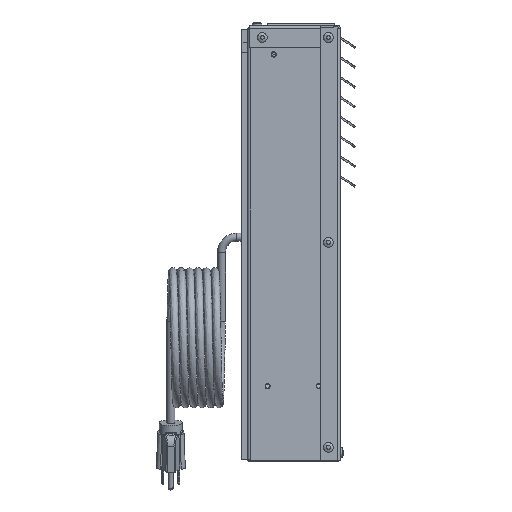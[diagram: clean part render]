
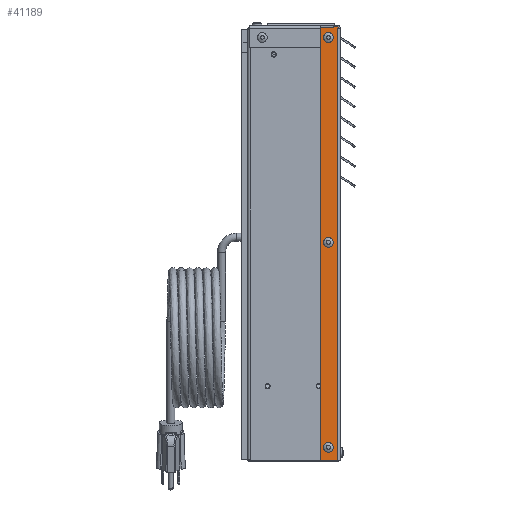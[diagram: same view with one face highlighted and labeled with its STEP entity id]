
A CAD part, left-side view. The second image highlights one B-rep face of the part: STEP entity #41189.
In plain terms, the highlighted planar face has unit normal (-1, 0, 0).
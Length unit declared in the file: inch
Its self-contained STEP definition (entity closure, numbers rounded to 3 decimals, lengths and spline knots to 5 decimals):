
#1849 = EDGE_CURVE ( 'NONE', #31510, #86455, #90231, .T. ) ;
#2115 = CARTESIAN_POINT ( 'NONE',  ( -5.5, -2.75, 0.05 ) ) ;
#3610 = DIRECTION ( 'NONE',  ( -1., 0., 0. ) ) ;
#4209 = EDGE_CURVE ( 'NONE', #83908, #83908, #143623, .T. ) ;
#4341 = CARTESIAN_POINT ( 'NONE',  ( -5.5, -3.25, 16.437 ) ) ;
#6646 = EDGE_CURVE ( 'NONE', #129977, #19146, #41592, .T. ) ;
#7968 = DIRECTION ( 'NONE',  ( 0., -1., 0. ) ) ;
#8552 = CARTESIAN_POINT ( 'NONE',  ( -5.5, -2.75, 0.05 ) ) ;
#9011 = ORIENTED_EDGE ( 'NONE', *, *, #102561, .T. ) ;
#11638 = DIRECTION ( 'NONE',  ( 0., 0., 1. ) ) ;
#12017 = VECTOR ( 'NONE', #58525, 39.37008 ) ;
#17673 = DIRECTION ( 'NONE',  ( 0., -1., 0. ) ) ;
#19146 = VERTEX_POINT ( 'NONE', #54414 ) ;
#21544 = DIRECTION ( 'NONE',  ( -1., 0., 0. ) ) ;
#22508 = DIRECTION ( 'NONE',  ( 0., -1., 0. ) ) ;
#25680 = LINE ( 'NONE', #133475, #60311 ) ;
#26921 = LINE ( 'NONE', #87803, #146947 ) ;
#26928 = DIRECTION ( 'NONE',  ( 0., 0., 1. ) ) ;
#27145 = LINE ( 'NONE', #141931, #112615 ) ;
#29765 = EDGE_CURVE ( 'NONE', #142048, #68682, #26921, .T. ) ;
#31510 = VERTEX_POINT ( 'NONE', #8552 ) ;
#31695 = CARTESIAN_POINT ( 'NONE',  ( -5.5, -3.40699, 0.05 ) ) ;
#33469 = FACE_BOUND ( 'NONE', #114541, .T. ) ;
#35385 = ORIENTED_EDGE ( 'NONE', *, *, #141570, .F. ) ;
#36095 = CARTESIAN_POINT ( 'NONE',  ( -5.5, -3.1595, 0.55 ) ) ;
#41045 = CARTESIAN_POINT ( 'NONE',  ( -5.5, -3.05, 16.05 ) ) ;
#41189 = ADVANCED_FACE ( 'NONE', ( #42597, #129790, #33469, #140804 ), #61583, .T. ) ;
#41592 = LINE ( 'NONE', #31695, #48954 ) ;
#42597 = FACE_OUTER_BOUND ( 'NONE', #115956, .T. ) ;
#43412 = EDGE_CURVE ( 'NONE', #96382, #96382, #93818, .T. ) ;
#44792 = CARTESIAN_POINT ( 'NONE',  ( -5.5, -3.25, 16.468 ) ) ;
#48429 = ORIENTED_EDGE ( 'NONE', *, *, #4209, .F. ) ;
#48954 = VECTOR ( 'NONE', #112991, 39.37008 ) ;
#50795 = AXIS2_PLACEMENT_3D ( 'NONE', #41045, #121325, #51835 ) ;
#51835 = DIRECTION ( 'NONE',  ( 0., -1., 0. ) ) ;
#54414 = CARTESIAN_POINT ( 'NONE',  ( -5.5, -3.40699, 16.407 ) ) ;
#54858 = CARTESIAN_POINT ( 'NONE',  ( -5.5, -3.1595, 16.05 ) ) ;
#57596 = ORIENTED_EDGE ( 'NONE', *, *, #6646, .T. ) ;
#58525 = DIRECTION ( 'NONE',  ( 0., 0., 1. ) ) ;
#60311 = VECTOR ( 'NONE', #79051, 39.37008 ) ;
#61583 = PLANE ( 'NONE',  #117460 ) ;
#66532 = CIRCLE ( 'NONE', #115379, 0.1095 ) ;
#68161 = ORIENTED_EDGE ( 'NONE', *, *, #136886, .T. ) ;
#68682 = VERTEX_POINT ( 'NONE', #96721 ) ;
#76548 = DIRECTION ( 'NONE',  ( 0., -1., 0. ) ) ;
#79051 = DIRECTION ( 'NONE',  ( 0., -1., 0. ) ) ;
#81868 = ORIENTED_EDGE ( 'NONE', *, *, #130885, .F. ) ;
#82960 = DIRECTION ( 'NONE',  ( 0., 0., 1. ) ) ;
#83908 = VERTEX_POINT ( 'NONE', #36095 ) ;
#86455 = VERTEX_POINT ( 'NONE', #144222 ) ;
#87803 = CARTESIAN_POINT ( 'NONE',  ( -5.5, -3.25, 16.468 ) ) ;
#90231 = LINE ( 'NONE', #140286, #12017 ) ;
#92089 = CARTESIAN_POINT ( 'NONE',  ( -5.5, -3.40699, 0.05 ) ) ;
#92686 = VERTEX_POINT ( 'NONE', #4341 ) ;
#93818 = CIRCLE ( 'NONE', #50795, 0.1095 ) ;
#96382 = VERTEX_POINT ( 'NONE', #54858 ) ;
#96721 = CARTESIAN_POINT ( 'NONE',  ( -5.5, -3.40699, 16.468 ) ) ;
#96857 = ORIENTED_EDGE ( 'NONE', *, *, #116603, .F. ) ;
#102561 = EDGE_CURVE ( 'NONE', #31510, #129977, #25680, .T. ) ;
#108090 = ORIENTED_EDGE ( 'NONE', *, *, #43412, .F. ) ;
#112136 = ORIENTED_EDGE ( 'NONE', *, *, #29765, .F. ) ;
#112615 = VECTOR ( 'NONE', #82960, 39.37008 ) ;
#112991 = DIRECTION ( 'NONE',  ( 0., 0., 1. ) ) ;
#114488 = CARTESIAN_POINT ( 'NONE',  ( -5.5, -3.05, 0.55 ) ) ;
#114541 = EDGE_LOOP ( 'NONE', ( #81868 ) ) ;
#115379 = AXIS2_PLACEMENT_3D ( 'NONE', #136595, #135557, #7968 ) ;
#115956 = EDGE_LOOP ( 'NONE', ( #35385, #147873, #9011, #57596, #68161, #112136, #96857 ) ) ;
#116603 = EDGE_CURVE ( 'NONE', #92686, #142048, #128314, .T. ) ;
#117460 = AXIS2_PLACEMENT_3D ( 'NONE', #2115, #3610, #26928 ) ;
#119250 = VERTEX_POINT ( 'NONE', #139494 ) ;
#121325 = DIRECTION ( 'NONE',  ( -1., 0., 0. ) ) ;
#128034 = CARTESIAN_POINT ( 'NONE',  ( -5.5, -3.25, 16.437 ) ) ;
#128314 = LINE ( 'NONE', #128034, #133761 ) ;
#129790 = FACE_BOUND ( 'NONE', #130787, .T. ) ;
#129977 = VERTEX_POINT ( 'NONE', #92089 ) ;
#130787 = EDGE_LOOP ( 'NONE', ( #48429 ) ) ;
#130885 = EDGE_CURVE ( 'NONE', #119250, #119250, #66532, .T. ) ;
#133475 = CARTESIAN_POINT ( 'NONE',  ( -5.5, -2.75, 0.05 ) ) ;
#133667 = VECTOR ( 'NONE', #76548, 39.37008 ) ;
#133761 = VECTOR ( 'NONE', #11638, 39.37008 ) ;
#135557 = DIRECTION ( 'NONE',  ( -1., 0., 0. ) ) ;
#136595 = CARTESIAN_POINT ( 'NONE',  ( -5.5, -3.05, 8.3 ) ) ;
#136886 = EDGE_CURVE ( 'NONE', #19146, #68682, #27145, .T. ) ;
#139494 = CARTESIAN_POINT ( 'NONE',  ( -5.5, -3.1595, 8.3 ) ) ;
#140286 = CARTESIAN_POINT ( 'NONE',  ( -5.5, -2.75, 0.05 ) ) ;
#140804 = FACE_BOUND ( 'NONE', #142396, .T. ) ;
#141570 = EDGE_CURVE ( 'NONE', #86455, #92686, #144612, .T. ) ;
#141931 = CARTESIAN_POINT ( 'NONE',  ( -5.5, -3.40699, 0.05 ) ) ;
#142048 = VERTEX_POINT ( 'NONE', #44792 ) ;
#142396 = EDGE_LOOP ( 'NONE', ( #108090 ) ) ;
#143623 = CIRCLE ( 'NONE', #150251, 0.1095 ) ;
#144222 = CARTESIAN_POINT ( 'NONE',  ( -5.5, -2.75, 16.437 ) ) ;
#144612 = LINE ( 'NONE', #146123, #133667 ) ;
#146123 = CARTESIAN_POINT ( 'NONE',  ( -5.5, -2.75, 16.437 ) ) ;
#146947 = VECTOR ( 'NONE', #17673, 39.37008 ) ;
#147873 = ORIENTED_EDGE ( 'NONE', *, *, #1849, .F. ) ;
#150251 = AXIS2_PLACEMENT_3D ( 'NONE', #114488, #21544, #22508 ) ;
